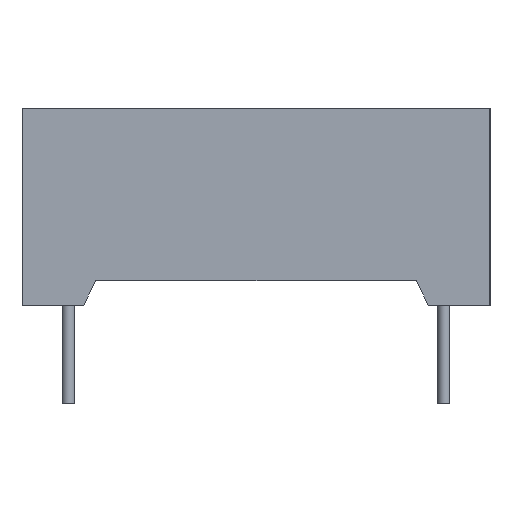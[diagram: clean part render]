
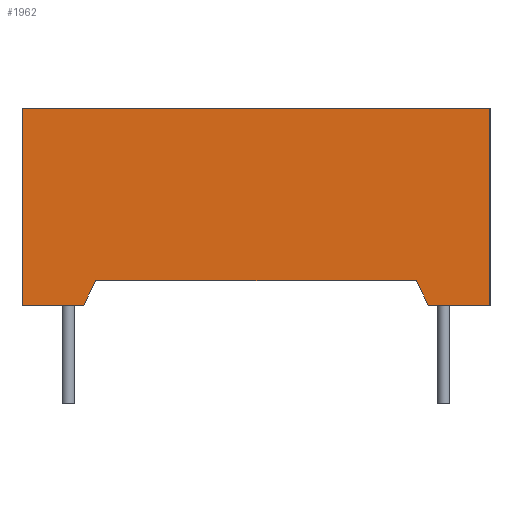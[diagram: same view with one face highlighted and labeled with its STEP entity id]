
A CAD part, left-side view. The second image highlights one B-rep face of the part: STEP entity #1962.
In plain terms, the highlighted planar face has unit normal (-1, 0, 0).
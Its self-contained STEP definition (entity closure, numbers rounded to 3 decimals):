
#22 = VERTEX_POINT('',#23);
#23 = CARTESIAN_POINT('',(-25.15,-9.5,0.));
#31 = EDGE_CURVE('',#22,#32,#34,.T.);
#32 = VERTEX_POINT('',#33);
#33 = CARTESIAN_POINT('',(-25.15,-9.5,8.));
#34 = LINE('',#35,#36);
#35 = CARTESIAN_POINT('',(-25.15,-9.5,0.));
#36 = VECTOR('',#37,1.);
#37 = DIRECTION('',(0.,0.,1.));
#104 = VERTEX_POINT('',#105);
#105 = CARTESIAN_POINT('',(-25.15,-7.,0.));
#111 = EDGE_CURVE('',#104,#22,#112,.T.);
#112 = LINE('',#113,#114);
#113 = CARTESIAN_POINT('',(-25.15,9.5,0.));
#114 = VECTOR('',#115,1.);
#115 = DIRECTION('',(0.,-1.,0.));
#385 = VERTEX_POINT('',#386);
#386 = CARTESIAN_POINT('',(-25.15,9.5,8.));
#392 = EDGE_CURVE('',#385,#32,#393,.T.);
#393 = LINE('',#394,#395);
#394 = CARTESIAN_POINT('',(-25.15,9.5,8.));
#395 = VECTOR('',#396,1.);
#396 = DIRECTION('',(0.,-1.,0.));
#1962 = ADVANCED_FACE('',(#1963),#2014,.F.);
#1963 = FACE_BOUND('',#1964,.F.);
#1964 = EDGE_LOOP('',(#1965,#1975,#1981,#1982,#1983,#1984,#1992,#2000,
    #2008));
#1965 = ORIENTED_EDGE('',*,*,#1966,.F.);
#1966 = EDGE_CURVE('',#1967,#1969,#1971,.T.);
#1967 = VERTEX_POINT('',#1968);
#1968 = CARTESIAN_POINT('',(-25.15,9.5,0.));
#1969 = VERTEX_POINT('',#1970);
#1970 = CARTESIAN_POINT('',(-25.15,7.,0.));
#1971 = LINE('',#1972,#1973);
#1972 = CARTESIAN_POINT('',(-25.15,9.5,0.));
#1973 = VECTOR('',#1974,1.);
#1974 = DIRECTION('',(0.,-1.,0.));
#1975 = ORIENTED_EDGE('',*,*,#1976,.T.);
#1976 = EDGE_CURVE('',#1967,#385,#1977,.T.);
#1977 = LINE('',#1978,#1979);
#1978 = CARTESIAN_POINT('',(-25.15,9.5,0.));
#1979 = VECTOR('',#1980,1.);
#1980 = DIRECTION('',(0.,0.,1.));
#1981 = ORIENTED_EDGE('',*,*,#392,.T.);
#1982 = ORIENTED_EDGE('',*,*,#31,.F.);
#1983 = ORIENTED_EDGE('',*,*,#111,.F.);
#1984 = ORIENTED_EDGE('',*,*,#1985,.T.);
#1985 = EDGE_CURVE('',#104,#1986,#1988,.T.);
#1986 = VERTEX_POINT('',#1987);
#1987 = CARTESIAN_POINT('',(-25.15,-6.5,1.));
#1988 = LINE('',#1989,#1990);
#1989 = CARTESIAN_POINT('',(-25.15,-5.6,2.8));
#1990 = VECTOR('',#1991,1.);
#1991 = DIRECTION('',(0.,0.447,0.894));
#1992 = ORIENTED_EDGE('',*,*,#1993,.T.);
#1993 = EDGE_CURVE('',#1986,#1994,#1996,.T.);
#1994 = VERTEX_POINT('',#1995);
#1995 = CARTESIAN_POINT('',(-25.15,0.,1.));
#1996 = LINE('',#1997,#1998);
#1997 = CARTESIAN_POINT('',(-25.15,1.5,1.));
#1998 = VECTOR('',#1999,1.);
#1999 = DIRECTION('',(0.,1.,0.));
#2000 = ORIENTED_EDGE('',*,*,#2001,.T.);
#2001 = EDGE_CURVE('',#1994,#2002,#2004,.T.);
#2002 = VERTEX_POINT('',#2003);
#2003 = CARTESIAN_POINT('',(-25.15,6.5,1.));
#2004 = LINE('',#2005,#2006);
#2005 = CARTESIAN_POINT('',(-25.15,4.75,1.));
#2006 = VECTOR('',#2007,1.);
#2007 = DIRECTION('',(0.,1.,0.));
#2008 = ORIENTED_EDGE('',*,*,#2009,.T.);
#2009 = EDGE_CURVE('',#2002,#1969,#2010,.T.);
#2010 = LINE('',#2011,#2012);
#2011 = CARTESIAN_POINT('',(-25.15,7.,0.));
#2012 = VECTOR('',#2013,1.);
#2013 = DIRECTION('',(0.,0.447,-0.894));
#2014 = PLANE('',#2015);
#2015 = AXIS2_PLACEMENT_3D('',#2016,#2017,#2018);
#2016 = CARTESIAN_POINT('',(-25.15,9.5,0.));
#2017 = DIRECTION('',(1.,0.,0.));
#2018 = DIRECTION('',(0.,-1.,0.));
